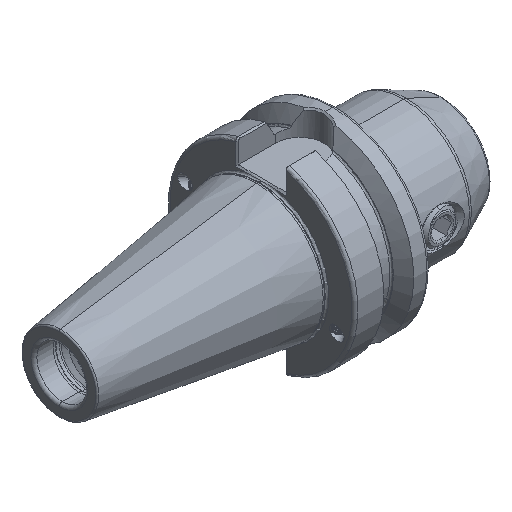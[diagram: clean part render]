
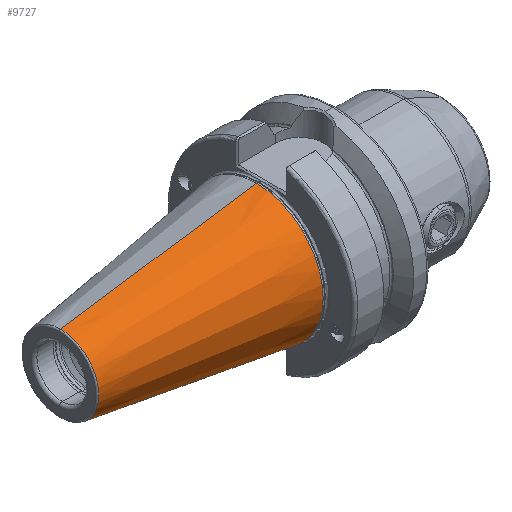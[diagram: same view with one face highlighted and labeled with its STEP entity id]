
A CAD part, isometric view. The second image highlights one B-rep face of the part: STEP entity #9727.
In plain terms, the highlighted conical face has half-angle 8.297 degrees and reference radius 22.298 mm.
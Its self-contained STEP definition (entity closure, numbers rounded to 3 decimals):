
#307 = AXIS2_PLACEMENT_3D ( 'NONE', #5649, #5630, #5650 ) ;
#490 = AXIS2_PLACEMENT_3D ( 'NONE', #10175, #10185, #10187 ) ;
#2869 = CIRCLE ( 'NONE', #490, 22.298 ) ;
#3474 = VECTOR ( 'NONE', #8969, 1000. ) ;
#3493 = LINE ( 'NONE', #8935, #3474 ) ;
#3522 = VECTOR ( 'NONE', #9091, 1000. ) ;
#3554 = LINE ( 'NONE', #9088, #3522 ) ;
#3658 = CIRCLE ( 'NONE', #9420, 12.75 ) ;
#4067 = VERTEX_POINT ( 'NONE', #8264 ) ;
#4075 = VERTEX_POINT ( 'NONE', #8212 ) ;
#4109 = VERTEX_POINT ( 'NONE', #8320 ) ;
#4119 = VERTEX_POINT ( 'NONE', #8302 ) ;
#4600 = EDGE_CURVE ( 'NONE', #4109, #4067, #3493, .T. ) ;
#4630 = EDGE_CURVE ( 'NONE', #4075, #4119, #3554, .T. ) ;
#4716 = EDGE_CURVE ( 'NONE', #4075, #4109, #3658, .T. ) ;
#5630 = DIRECTION ( 'NONE',  ( 1., 0., 0. ) ) ;
#5649 = CARTESIAN_POINT ( 'NONE',  ( -1.5, 0., 0. ) ) ;
#5650 = DIRECTION ( 'NONE',  ( 0., 0., -1. ) ) ;
#8145 = EDGE_LOOP ( 'NONE', ( #17927, #17930, #18049, #18022 ) ) ;
#8212 = CARTESIAN_POINT ( 'NONE',  ( -66.972, 0., 12.75 ) ) ;
#8264 = CARTESIAN_POINT ( 'NONE',  ( -1.5, 0., -22.298 ) ) ;
#8302 = CARTESIAN_POINT ( 'NONE',  ( -1.5, 0., 22.298 ) ) ;
#8320 = CARTESIAN_POINT ( 'NONE',  ( -66.972, 0., -12.75 ) ) ;
#8935 = CARTESIAN_POINT ( 'NONE',  ( -1.5, 0., -22.298 ) ) ;
#8969 = DIRECTION ( 'NONE',  ( 0.99, 0., -0.144 ) ) ;
#9088 = CARTESIAN_POINT ( 'NONE',  ( -1.5, 0., 22.298 ) ) ;
#9091 = DIRECTION ( 'NONE',  ( 0.99, 0., 0.144 ) ) ;
#9420 = AXIS2_PLACEMENT_3D ( 'NONE', #17041, #17029, #17008 ) ;
#9463 = EDGE_CURVE ( 'NONE', #4119, #4067, #2869, .T. ) ;
#9727 = ADVANCED_FACE ( 'NONE', ( #12557 ), #12591, .T. ) ;
#10175 = CARTESIAN_POINT ( 'NONE',  ( -1.5, 0., 0. ) ) ;
#10185 = DIRECTION ( 'NONE',  ( 1., 0., 0. ) ) ;
#10187 = DIRECTION ( 'NONE',  ( 0., 0., -1. ) ) ;
#12557 = FACE_OUTER_BOUND ( 'NONE', #8145, .T. ) ;
#12591 = CONICAL_SURFACE ( 'NONE', #307, 22.298, 0.145 ) ;
#17008 = DIRECTION ( 'NONE',  ( 0., 0., -1. ) ) ;
#17029 = DIRECTION ( 'NONE',  ( 1., 0., 0. ) ) ;
#17041 = CARTESIAN_POINT ( 'NONE',  ( -66.972, 0., 0. ) ) ;
#17927 = ORIENTED_EDGE ( 'NONE', *, *, #4630, .F. ) ;
#17930 = ORIENTED_EDGE ( 'NONE', *, *, #4716, .T. ) ;
#18022 = ORIENTED_EDGE ( 'NONE', *, *, #9463, .F. ) ;
#18049 = ORIENTED_EDGE ( 'NONE', *, *, #4600, .T. ) ;
